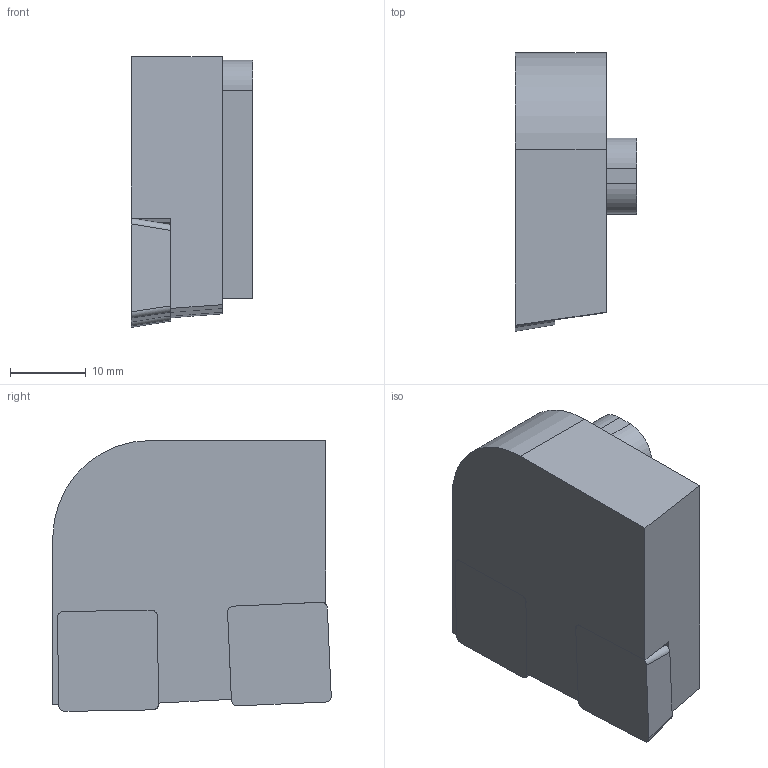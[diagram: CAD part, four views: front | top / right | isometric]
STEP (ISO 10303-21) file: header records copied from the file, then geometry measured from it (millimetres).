
FILE_DESCRIPTION((''),'2;1');
FILE_NAME('1087849300','2020-12-15T08:08:31',('thiemer'),(''),'CREO PARAMETRIC BY PTC INC, 2020053','CREO PARAMETRIC BY PTC INC, 2020053','');
FILE_SCHEMA(('AP242_MANAGED_MODEL_BASED_3D_ENGINEERING_MIM_LF { 1 0 10303 442 1 1 4 }'));
Length unit declared in the file: millimetre
Products named in the file (1): 1087849300
Bounding box: 16 x 36.8 x 35.8 mm (x, y, z)
Volume: 15135.2 mm3; surface area: 5458.8 mm2
Topology: 3 solids, 3 shells, 50 faces, 159 edges, 116 vertices
Faces by surface type: plane 32, cylinder 14, cone 3, sphere 1
Entity records: 2576 total; most frequent: CARTESIAN_POINT 374, DIRECTION 281, ORIENTED_EDGE 250, PRESENTATION_STYLE_ASSIGNMENT 169, STYLED_ITEM 169, CURVE_STYLE 166, EDGE_CURVE 125, VECTOR 119
